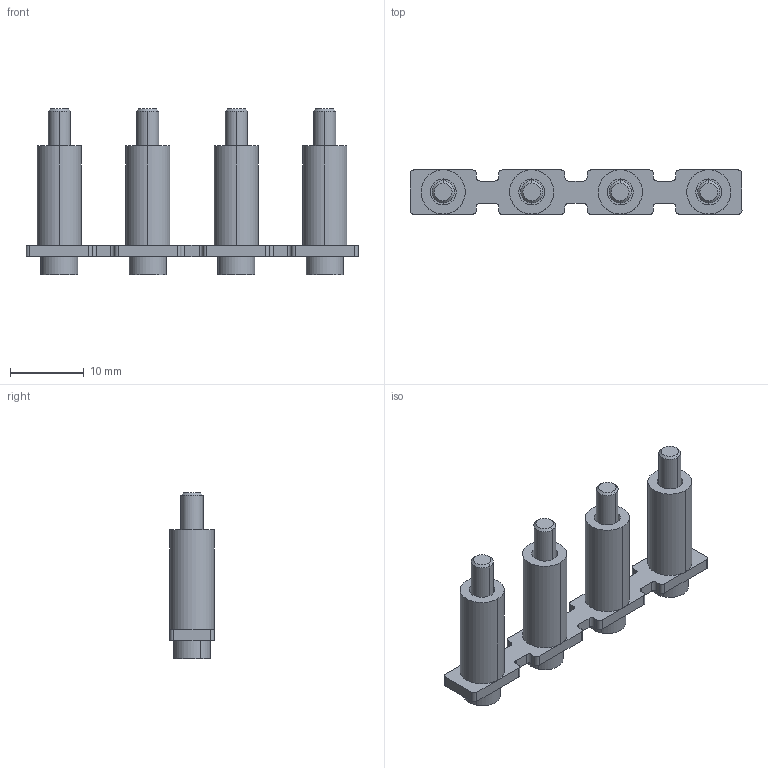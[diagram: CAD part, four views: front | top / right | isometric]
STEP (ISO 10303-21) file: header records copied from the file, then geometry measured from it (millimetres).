
FILE_DESCRIPTION (( 'STEP AP214' ), '1' );
FILE_NAME ('UK 16-4.STEP', '2013-04-04T09:33:28', ( 'murat' ), ( 'Microsoft' ), 'SwSTEP 2.0', 'SolidWorks 2013', '' );
FILE_SCHEMA (( 'AUTOMOTIVE_DESIGN' ));
Length unit declared in the file: millimetre
Products named in the file (1): UK 16-4
Bounding box: 45 x 6 x 22.5 mm (x, y, z)
Volume: 1995.2 mm3; surface area: 3697.8 mm2
Topology: 13 solids, 13 shells, 258 faces, 592 edges, 372 vertices
Faces by surface type: cylinder 116, plane 82, torus 44, cone 16
Entity records: 10436 total; most frequent: DIRECTION 1422, CARTESIAN_POINT 1303, ORIENTED_EDGE 1184, EDGE_CURVE 592, AXIS2_PLACEMENT_3D 587, VERTEX_POINT 372, CIRCLE 328, EDGE_LOOP 294
